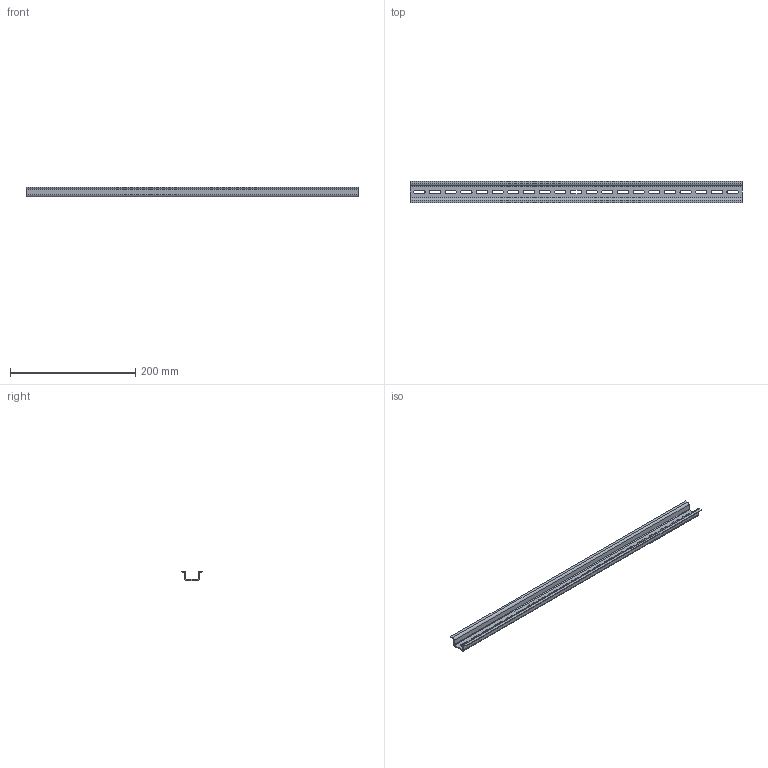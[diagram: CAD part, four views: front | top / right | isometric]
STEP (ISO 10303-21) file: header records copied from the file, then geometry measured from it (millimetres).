
FILE_DESCRIPTION(/* description */ (''),/* implementation_level */ '2;1');
FILE_NAME(/* name */ '6ES5710-8MA21_3d.stp',/* time_stamp */ '2024-07-17T11:19:43+02:00',/* author */ (''),/* organization */ (''),/* preprocessor_version */ 'ST-DEVELOPER v18.102',/* originating_system */ 'SIEMENS PLM Software NX 2023',/* authorisation */ '');
FILE_SCHEMA (('AUTOMOTIVE_DESIGN { 1 0 10303 214 3 1 1 1 }'));
Length unit declared in the file: millimetre
Products named in the file (2): A5E30173187A_RS-AA_002_1-rack; A5E30173190A_RS-AA_003_1-CAx_6ES57108MA21
Assembly tree (1 placements, depth 2):
  A5E30173190A_RS-AA_003_1-CAx_6ES57108MA21
    A5E30173187A_RS-AA_002_1-rack
Bounding box: 530 x 35 x 15 mm (x, y, z)
Volume: 59039.4 mm3; surface area: 59778.8 mm2
Topology: 1 solids, 1 shells, 106 faces, 312 edges, 208 vertices
Faces by surface type: plane 56, cylinder 50
Entity records: 4425 total; most frequent: DIRECTION 628, CARTESIAN_POINT 628, ORIENTED_EDGE 624, EDGE_CURVE 312, LINE 212, VECTOR 212, VERTEX_POINT 208, AXIS2_PLACEMENT_3D 208
